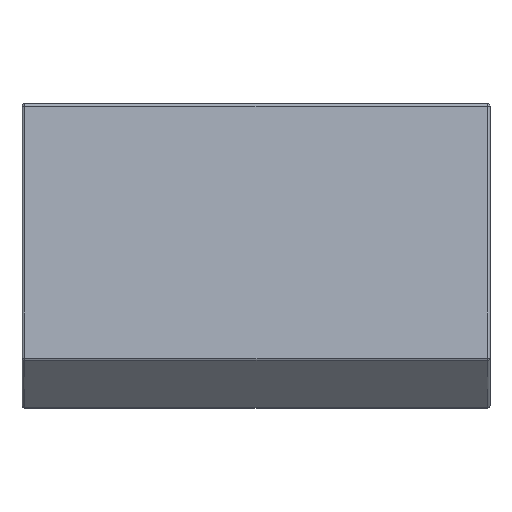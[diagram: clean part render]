
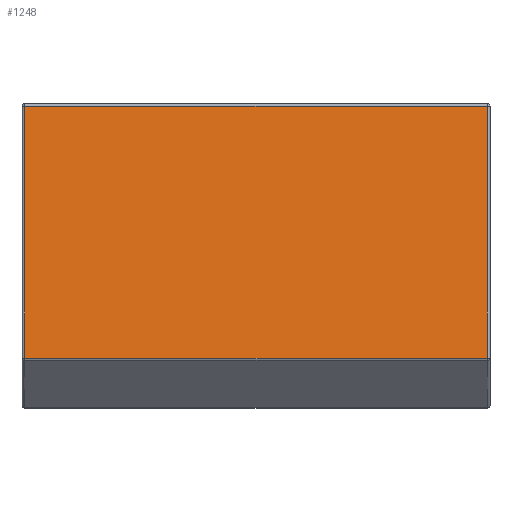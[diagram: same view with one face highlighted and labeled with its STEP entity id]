
A CAD part, top view. The second image highlights one B-rep face of the part: STEP entity #1248.
In plain terms, the highlighted planar face has unit normal (0, 0.104, 0.995).
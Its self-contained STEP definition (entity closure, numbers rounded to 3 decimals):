
#120=PLANE('',#4063);
#275=FACE_OUTER_BOUND('',#1679,.T.);
#544=LINE('',#5731,#914);
#545=LINE('',#5734,#915);
#546=LINE('',#5736,#916);
#547=LINE('',#5738,#917);
#914=VECTOR('',#4572,1.);
#915=VECTOR('',#4573,1.);
#916=VECTOR('',#4574,1.);
#917=VECTOR('',#4575,1.);
#1248=ADVANCED_FACE('',(#275),#120,.T.);
#1679=EDGE_LOOP('',(#2127,#2128,#2129,#2130));
#2127=ORIENTED_EDGE('',*,*,#3488,.T.);
#2128=ORIENTED_EDGE('',*,*,#3489,.T.);
#2129=ORIENTED_EDGE('',*,*,#3490,.T.);
#2130=ORIENTED_EDGE('',*,*,#3491,.T.);
#3104=VERTEX_POINT('',#5732);
#3105=VERTEX_POINT('',#5733);
#3106=VERTEX_POINT('',#5735);
#3107=VERTEX_POINT('',#5737);
#3488=EDGE_CURVE('',#3104,#3105,#544,.T.);
#3489=EDGE_CURVE('',#3105,#3106,#545,.T.);
#3490=EDGE_CURVE('',#3106,#3107,#546,.T.);
#3491=EDGE_CURVE('',#3107,#3104,#547,.T.);
#4063=AXIS2_PLACEMENT_3D('',#5739,#4576,#4577);
#4572=DIRECTION('',(0.,0.995,-0.105));
#4573=DIRECTION('',(-1.,0.,0.));
#4574=DIRECTION('',(0.,-0.995,0.105));
#4575=DIRECTION('',(1.,0.,0.));
#4576=DIRECTION('',(0.,0.105,0.995));
#4577=DIRECTION('',(0.,0.995,-0.105));
#5731=CARTESIAN_POINT('',(246.8,164.25,24.4));
#5732=CARTESIAN_POINT('',(246.8,-107.627,52.975));
#5733=CARTESIAN_POINT('',(246.8,161.384,24.701));
#5734=CARTESIAN_POINT('',(-250.,161.384,24.701));
#5735=CARTESIAN_POINT('',(-246.8,161.384,24.701));
#5736=CARTESIAN_POINT('',(-246.8,-107.46,52.958));
#5737=CARTESIAN_POINT('',(-246.8,-107.627,52.975));
#5738=CARTESIAN_POINT('',(250.,-107.627,52.975));
#5739=CARTESIAN_POINT('',(-4700.,164.25,24.4));
